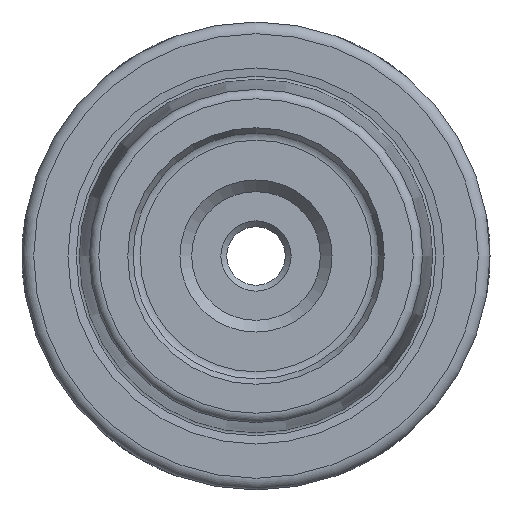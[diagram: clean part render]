
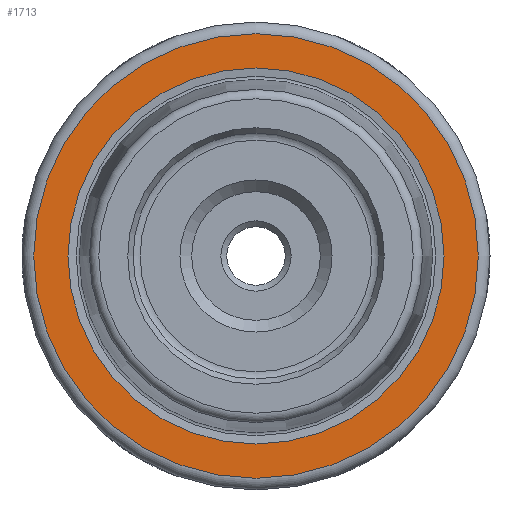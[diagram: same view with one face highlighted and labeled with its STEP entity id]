
A CAD part, left-side view. The second image highlights one B-rep face of the part: STEP entity #1713.
In plain terms, the highlighted planar face has unit normal (-1, 0, 0).
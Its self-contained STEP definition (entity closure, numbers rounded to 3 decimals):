
#32=FACE_BOUND('',#340,.T.);
#108=PLANE('',#1966);
#219=FACE_OUTER_BOUND('',#339,.T.);
#339=EDGE_LOOP('',(#1553));
#340=EDGE_LOOP('',(#1554));
#490=CIRCLE('',#1962,19.);
#492=CIRCLE('',#1965,16.071);
#853=VERTEX_POINT('',#3257);
#854=VERTEX_POINT('',#3261);
#1093=EDGE_CURVE('',#853,#853,#490,.T.);
#1096=EDGE_CURVE('',#854,#854,#492,.T.);
#1553=ORIENTED_EDGE('',*,*,#1093,.T.);
#1554=ORIENTED_EDGE('',*,*,#1096,.F.);
#1713=ADVANCED_FACE('',(#219,#32),#108,.T.);
#1962=AXIS2_PLACEMENT_3D('',#3258,#2514,#2515);
#1965=AXIS2_PLACEMENT_3D('',#3263,#2521,#2522);
#1966=AXIS2_PLACEMENT_3D('',#3264,#2523,#2524);
#2514=DIRECTION('center_axis',(-1.,0.,0.));
#2515=DIRECTION('ref_axis',(0.,-1.,0.));
#2521=DIRECTION('center_axis',(-1.,0.,0.));
#2522=DIRECTION('ref_axis',(0.,-1.,0.));
#2523=DIRECTION('center_axis',(-1.,0.,0.));
#2524=DIRECTION('ref_axis',(0.,-1.,0.));
#3257=CARTESIAN_POINT('',(20.,19.,0.));
#3258=CARTESIAN_POINT('Origin',(20.,0.,0.));
#3261=CARTESIAN_POINT('',(20.,16.071,0.));
#3263=CARTESIAN_POINT('Origin',(20.,0.,0.));
#3264=CARTESIAN_POINT('Origin',(20.,16.071,0.));
